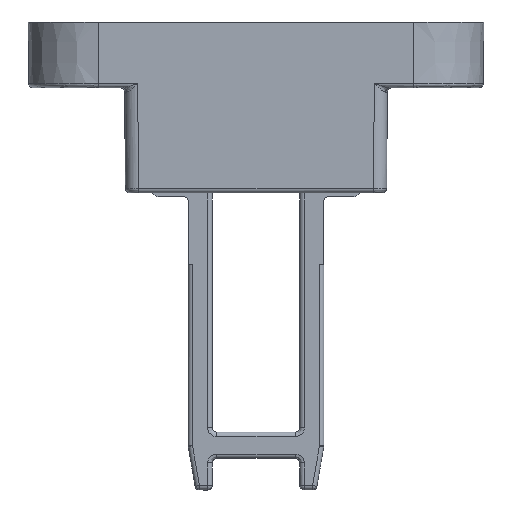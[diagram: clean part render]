
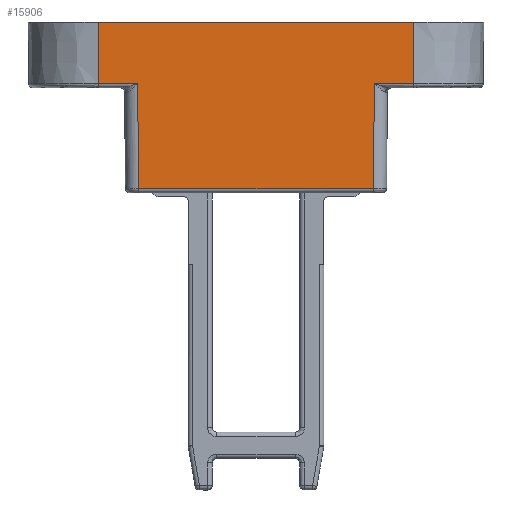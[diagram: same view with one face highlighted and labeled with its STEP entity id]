
A CAD part, front view. The second image highlights one B-rep face of the part: STEP entity #15906.
In plain terms, the highlighted planar face has unit normal (0, -1, -0.009).
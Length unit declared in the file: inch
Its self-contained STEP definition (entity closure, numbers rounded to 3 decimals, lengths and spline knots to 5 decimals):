
#63 = VECTOR ( 'NONE', #8065, 39.37008 ) ;
#108 = CARTESIAN_POINT ( 'NONE',  ( -0.70866, 3.00197, 4.14567 ) ) ;
#119 = CARTESIAN_POINT ( 'NONE',  ( -0.70866, 3.00438, 3.86991 ) ) ;
#203 = PLANE ( 'NONE',  #4945 ) ;
#491 = FACE_OUTER_BOUND ( 'NONE', #7029, .T. ) ;
#1216 = DIRECTION ( 'NONE',  ( 0.009, 0.009, -1. ) ) ;
#2429 = ORIENTED_EDGE ( 'NONE', *, *, #10030, .T. ) ;
#2552 = EDGE_CURVE ( 'NONE', #7873, #5240, #10991, .T. ) ;
#2657 = LINE ( 'NONE', #119, #14949 ) ;
#3895 = ORIENTED_EDGE ( 'NONE', *, *, #8522, .T. ) ;
#4662 = EDGE_CURVE ( 'NONE', #5752, #7873, #12663, .T. ) ;
#4730 = VECTOR ( 'NONE', #16995, 39.37008 ) ;
#4817 = CARTESIAN_POINT ( 'NONE',  ( 0.70866, 3.00197, 4.14567 ) ) ;
#4834 = CARTESIAN_POINT ( 'NONE',  ( -0.70866, 3.00197, 4.14567 ) ) ;
#4851 = VERTEX_POINT ( 'NONE', #6255 ) ;
#4945 = AXIS2_PLACEMENT_3D ( 'NONE', #4834, #7477, #11783 ) ;
#5185 = DIRECTION ( 'NONE',  ( -1., 0., 0. ) ) ;
#5240 = VERTEX_POINT ( 'NONE', #15803 ) ;
#5263 = LINE ( 'NONE', #6530, #7809 ) ;
#5607 = DIRECTION ( 'NONE',  ( 0.009, -0.009, 1. ) ) ;
#5752 = VERTEX_POINT ( 'NONE', #16746 ) ;
#6255 = CARTESIAN_POINT ( 'NONE',  ( 0.70866, 3.00438, 3.86991 ) ) ;
#6490 = CARTESIAN_POINT ( 'NONE',  ( -0.35433, 3.0085, 3.39747 ) ) ;
#6530 = CARTESIAN_POINT ( 'NONE',  ( -0.70866, 3.00197, 4.14567 ) ) ;
#7029 = EDGE_LOOP ( 'NONE', ( #3895, #14219, #9847, #11429, #11938, #2429, #11652, #7079 ) ) ;
#7079 = ORIENTED_EDGE ( 'NONE', *, *, #13262, .T. ) ;
#7477 = DIRECTION ( 'NONE',  ( 0., -1., -0.009 ) ) ;
#7670 = VECTOR ( 'NONE', #5607, 39.37008 ) ;
#7766 = EDGE_CURVE ( 'NONE', #4851, #13231, #11079, .T. ) ;
#7809 = VECTOR ( 'NONE', #5185, 39.37008 ) ;
#7873 = VERTEX_POINT ( 'NONE', #12978 ) ;
#8065 = DIRECTION ( 'NONE',  ( 1., 0., 0. ) ) ;
#8190 = DIRECTION ( 'NONE',  ( 1., 0., 0. ) ) ;
#8232 = LINE ( 'NONE', #13825, #7670 ) ;
#8365 = LINE ( 'NONE', #108, #4730 ) ;
#8522 = EDGE_CURVE ( 'NONE', #13365, #5752, #8365, .T. ) ;
#8979 = VERTEX_POINT ( 'NONE', #10388 ) ;
#9847 = ORIENTED_EDGE ( 'NONE', *, *, #2552, .T. ) ;
#10030 = EDGE_CURVE ( 'NONE', #8979, #4851, #2657, .T. ) ;
#10388 = CARTESIAN_POINT ( 'NONE',  ( 0.53167, 3.00438, 3.86991 ) ) ;
#10903 = CARTESIAN_POINT ( 'NONE',  ( -0.53167, 3.00438, 3.86991 ) ) ;
#10991 = LINE ( 'NONE', #10903, #16095 ) ;
#11079 = LINE ( 'NONE', #11360, #17931 ) ;
#11081 = CARTESIAN_POINT ( 'NONE',  ( -0.70866, 3.00197, 4.14567 ) ) ;
#11360 = CARTESIAN_POINT ( 'NONE',  ( 0.70866, 3.00197, 4.14567 ) ) ;
#11429 = ORIENTED_EDGE ( 'NONE', *, *, #17063, .F. ) ;
#11652 = ORIENTED_EDGE ( 'NONE', *, *, #7766, .T. ) ;
#11783 = DIRECTION ( 'NONE',  ( 0., 0.009, -1. ) ) ;
#11938 = ORIENTED_EDGE ( 'NONE', *, *, #16717, .T. ) ;
#12085 = DIRECTION ( 'NONE',  ( -1., 0., 0. ) ) ;
#12663 = LINE ( 'NONE', #15394, #63 ) ;
#12978 = CARTESIAN_POINT ( 'NONE',  ( -0.53167, 3.00438, 3.86991 ) ) ;
#13231 = VERTEX_POINT ( 'NONE', #4817 ) ;
#13262 = EDGE_CURVE ( 'NONE', #13231, #13365, #5263, .T. ) ;
#13365 = VERTEX_POINT ( 'NONE', #11081 ) ;
#13444 = LINE ( 'NONE', #6490, #14388 ) ;
#13825 = CARTESIAN_POINT ( 'NONE',  ( 0.52755, 3.0085, 3.39747 ) ) ;
#13972 = DIRECTION ( 'NONE',  ( 0., -0.009, 1. ) ) ;
#14219 = ORIENTED_EDGE ( 'NONE', *, *, #4662, .T. ) ;
#14388 = VECTOR ( 'NONE', #12085, 39.37008 ) ;
#14949 = VECTOR ( 'NONE', #8190, 39.37008 ) ;
#15394 = CARTESIAN_POINT ( 'NONE',  ( -0.70866, 3.00438, 3.86991 ) ) ;
#15803 = CARTESIAN_POINT ( 'NONE',  ( -0.52755, 3.0085, 3.39747 ) ) ;
#15906 = ADVANCED_FACE ( 'NONE', ( #491 ), #203, .T. ) ;
#15946 = CARTESIAN_POINT ( 'NONE',  ( 0.52755, 3.0085, 3.39747 ) ) ;
#16095 = VECTOR ( 'NONE', #1216, 39.37008 ) ;
#16717 = EDGE_CURVE ( 'NONE', #16849, #8979, #8232, .T. ) ;
#16746 = CARTESIAN_POINT ( 'NONE',  ( -0.70866, 3.00438, 3.86991 ) ) ;
#16849 = VERTEX_POINT ( 'NONE', #15946 ) ;
#16995 = DIRECTION ( 'NONE',  ( 0., 0.009, -1. ) ) ;
#17063 = EDGE_CURVE ( 'NONE', #16849, #5240, #13444, .T. ) ;
#17931 = VECTOR ( 'NONE', #13972, 39.37008 ) ;
